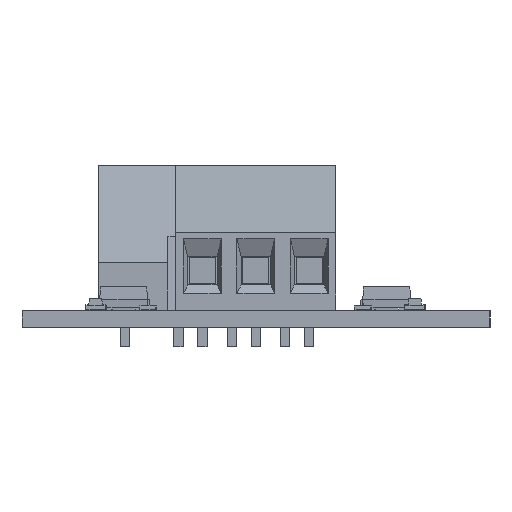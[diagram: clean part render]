
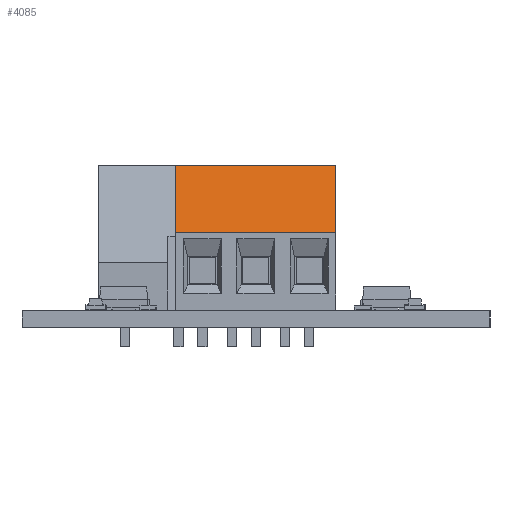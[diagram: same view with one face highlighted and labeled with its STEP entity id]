
A CAD part, left-side view. The second image highlights one B-rep face of the part: STEP entity #4085.
In plain terms, the highlighted face is planar.
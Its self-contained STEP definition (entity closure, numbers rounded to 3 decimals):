
#3993 = EDGE_CURVE('',#3994,#3996,#3998,.T.);
#3994 = VERTEX_POINT('',#3995);
#3995 = CARTESIAN_POINT('',(-2.54,-2.6,13.8));
#3996 = VERTEX_POINT('',#3997);
#3997 = CARTESIAN_POINT('',(-2.54,-4.1,7.4));
#3998 = LINE('',#3999,#4000);
#3999 = CARTESIAN_POINT('',(-2.54,-2.6,13.8));
#4000 = VECTOR('',#4001,1.);
#4001 = DIRECTION('',(0.,-0.228,-0.974));
#4085 = ADVANCED_FACE('',(#4086),#4111,.F.);
#4086 = FACE_BOUND('',#4087,.F.);
#4087 = EDGE_LOOP('',(#4088,#4096,#4104,#4110));
#4088 = ORIENTED_EDGE('',*,*,#4089,.T.);
#4089 = EDGE_CURVE('',#3994,#4090,#4092,.T.);
#4090 = VERTEX_POINT('',#4091);
#4091 = CARTESIAN_POINT('',(12.7,-2.6,13.8));
#4092 = LINE('',#4093,#4094);
#4093 = CARTESIAN_POINT('',(-2.54,-2.6,13.8));
#4094 = VECTOR('',#4095,1.);
#4095 = DIRECTION('',(1.,0.,0.));
#4096 = ORIENTED_EDGE('',*,*,#4097,.T.);
#4097 = EDGE_CURVE('',#4090,#4098,#4100,.T.);
#4098 = VERTEX_POINT('',#4099);
#4099 = CARTESIAN_POINT('',(12.7,-4.1,7.4));
#4100 = LINE('',#4101,#4102);
#4101 = CARTESIAN_POINT('',(12.7,-2.6,13.8));
#4102 = VECTOR('',#4103,1.);
#4103 = DIRECTION('',(0.,-0.228,-0.974));
#4104 = ORIENTED_EDGE('',*,*,#4105,.F.);
#4105 = EDGE_CURVE('',#3996,#4098,#4106,.T.);
#4106 = LINE('',#4107,#4108);
#4107 = CARTESIAN_POINT('',(-2.54,-4.1,7.4));
#4108 = VECTOR('',#4109,1.);
#4109 = DIRECTION('',(1.,0.,0.));
#4110 = ORIENTED_EDGE('',*,*,#3993,.F.);
#4111 = PLANE('',#4112);
#4112 = AXIS2_PLACEMENT_3D('',#4113,#4114,#4115);
#4113 = CARTESIAN_POINT('',(-2.54,-2.6,13.8));
#4114 = DIRECTION('',(0.,0.974,-0.228));
#4115 = DIRECTION('',(0.,-0.228,-0.974));
